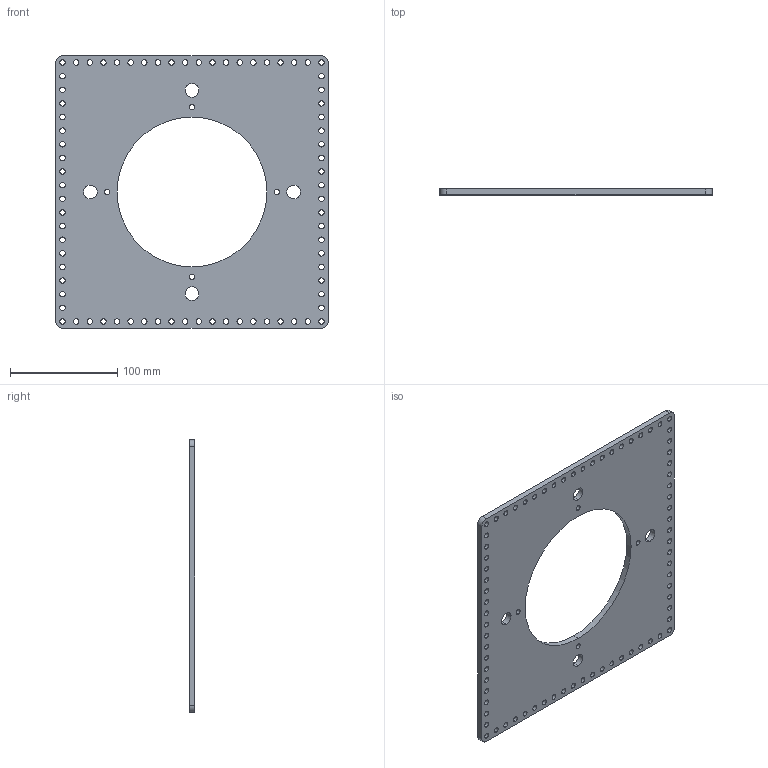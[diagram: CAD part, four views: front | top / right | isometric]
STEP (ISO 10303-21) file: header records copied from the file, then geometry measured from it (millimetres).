
FILE_DESCRIPTION (( 'STEP AP214' ), '1' );
FILE_NAME ('am-5040 Robits 8IN Turntable Mounting Plate.STEP', '2024-06-06T14:08:57', ( '' ), ( '' ), 'SwSTEP 2.0', 'SolidWorks 2024', '' );
FILE_SCHEMA (( 'AUTOMOTIVE_DESIGN' ));
Length unit declared in the file: inch
Products named in the file (1): am-5040 Robits 8IN Turntable Mounting Plate
Bounding box: 254 x 5.59 x 254 mm (x, y, z)
Volume: 262686.6 mm3; surface area: 110149 mm2
Topology: 1 solids, 1 shells, 180 faces, 534 edges, 356 vertices
Faces by surface type: cylinder 174, plane 6
Entity records: 6613 total; most frequent: DIRECTION 1244, CARTESIAN_POINT 1071, ORIENTED_EDGE 1068, EDGE_CURVE 534, AXIS2_PLACEMENT_3D 529, VERTEX_POINT 356, EDGE_LOOP 350, CIRCLE 348
